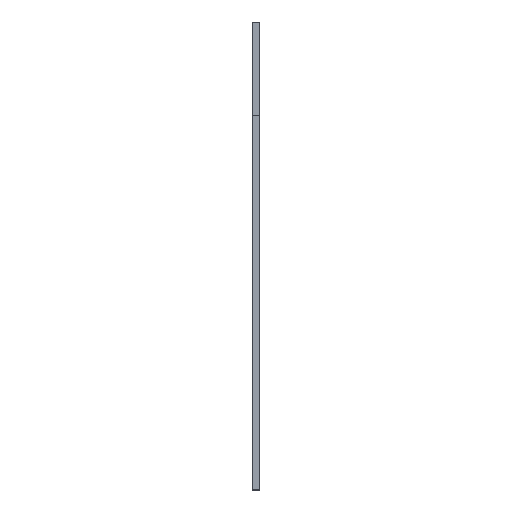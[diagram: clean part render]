
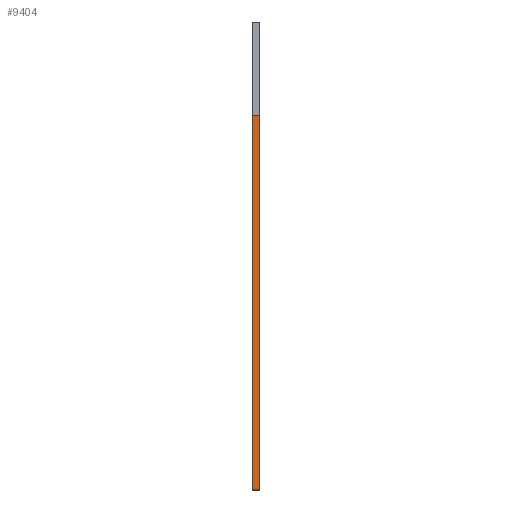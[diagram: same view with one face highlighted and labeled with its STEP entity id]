
A CAD part, left-side view. The second image highlights one B-rep face of the part: STEP entity #9404.
In plain terms, the highlighted planar face has unit normal (-1, 0, 0).
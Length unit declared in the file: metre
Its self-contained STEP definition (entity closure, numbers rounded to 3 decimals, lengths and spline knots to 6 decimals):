
#52=ORIENTED_EDGE('',*,*,#2821,.T.);
#53=ORIENTED_EDGE('',*,*,#2822,.F.);
#54=ORIENTED_EDGE('',*,*,#2823,.F.);
#55=ORIENTED_EDGE('',*,*,#2819,.T.);
#2819=EDGE_CURVE('',#4200,#4199,#5134,.T.);
#2821=EDGE_CURVE('',#4199,#4201,#5136,.T.);
#2822=EDGE_CURVE('',#4202,#4201,#5137,.T.);
#2823=EDGE_CURVE('',#4200,#4202,#5138,.T.);
#4199=VERTEX_POINT('',#12718);
#4200=VERTEX_POINT('',#12720);
#4201=VERTEX_POINT('',#12724);
#4202=VERTEX_POINT('',#12726);
#5134=LINE('',#12719,#6523);
#5136=LINE('',#12723,#6525);
#5137=LINE('',#12725,#6526);
#5138=LINE('',#12727,#6527);
#6523=VECTOR('',#10388,1.);
#6525=VECTOR('',#10392,1.);
#6526=VECTOR('',#10393,1.);
#6527=VECTOR('',#10394,1.);
#7893=EDGE_LOOP('',(#52,#53,#54,#55));
#8416=FACE_BOUND('',#7893,.T.);
#8939=PLANE('',#9882);
#9404=ADVANCED_FACE('',(#8416),#8939,.F.);
#9882=AXIS2_PLACEMENT_3D('',#12722,#10390,#10391);
#10388=DIRECTION('',(0.,-1.,0.));
#10390=DIRECTION('',(1.,0.,0.));
#10391=DIRECTION('',(0.,0.,-1.));
#10392=DIRECTION('',(0.,0.,1.));
#10393=DIRECTION('',(0.,-1.,0.));
#10394=DIRECTION('',(0.,0.,1.));
#12718=CARTESIAN_POINT('',(0.247456,0.00519,0.028573));
#12719=CARTESIAN_POINT('',(0.247456,0.00669,0.028573));
#12720=CARTESIAN_POINT('',(0.247456,0.00669,0.028573));
#12722=CARTESIAN_POINT('',(0.247458,0.00669,0.066676));
#12723=CARTESIAN_POINT('',(0.247458,0.00519,0.066676));
#12724=CARTESIAN_POINT('',(0.247459,0.00519,0.10478));
#12725=CARTESIAN_POINT('',(0.247459,0.00669,0.10478));
#12726=CARTESIAN_POINT('',(0.247459,0.00669,0.10478));
#12727=CARTESIAN_POINT('',(0.247458,0.00669,0.066676));
